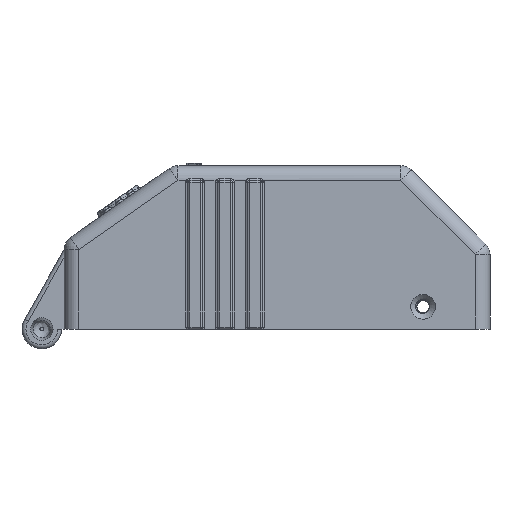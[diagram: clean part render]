
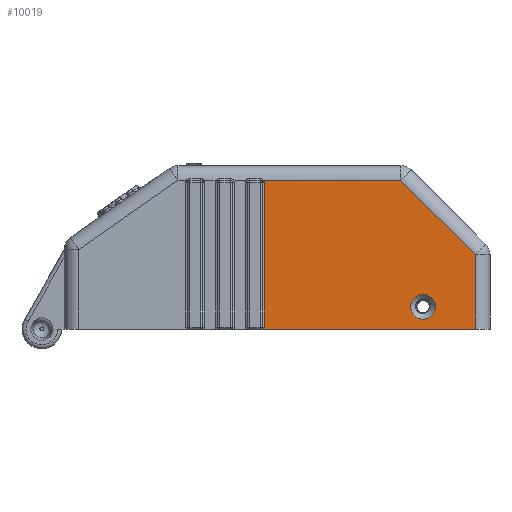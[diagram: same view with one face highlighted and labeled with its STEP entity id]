
A CAD part, front view. The second image highlights one B-rep face of the part: STEP entity #10019.
In plain terms, the highlighted planar face has unit normal (0, -1, 0).
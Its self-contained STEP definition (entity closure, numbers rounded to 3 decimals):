
#302=FACE_BOUND('',#1468,.T.);
#375=PLANE('',#10870);
#859=FACE_OUTER_BOUND('',#1467,.T.);
#1467=EDGE_LOOP('',(#7821,#7822,#7823,#7824,#7825,#7826,#7827));
#1468=EDGE_LOOP('',(#7828));
#2054=CIRCLE('',#10835,0.8);
#2056=CIRCLE('',#10839,0.8);
#2070=CIRCLE('',#10871,2.5);
#2732=LINE('',#17387,#3534);
#2755=LINE('',#17471,#3557);
#2809=LINE('',#17800,#3611);
#2824=LINE('',#17889,#3626);
#2825=LINE('',#17890,#3627);
#3534=VECTOR('',#12273,10.);
#3557=VECTOR('',#12364,10.);
#3611=VECTOR('',#12582,10.);
#3626=VECTOR('',#12663,10.);
#3627=VECTOR('',#12664,10.);
#4516=VERTEX_POINT('',#17380);
#4517=VERTEX_POINT('',#17386);
#4543=VERTEX_POINT('',#17468);
#4544=VERTEX_POINT('',#17470);
#4621=VERTEX_POINT('',#17793);
#4623=VERTEX_POINT('',#17798);
#4634=VERTEX_POINT('',#17888);
#4635=VERTEX_POINT('',#17891);
#5633=EDGE_CURVE('',#4516,#4517,#2732,.T.);
#5677=EDGE_CURVE('',#4544,#4543,#2755,.F.);
#5788=EDGE_CURVE('',#4621,#4516,#2054,.T.);
#5790=EDGE_CURVE('',#4623,#4621,#2809,.T.);
#5792=EDGE_CURVE('',#4544,#4623,#2056,.T.);
#5820=EDGE_CURVE('',#4634,#4543,#2824,.T.);
#5821=EDGE_CURVE('',#4517,#4634,#2825,.T.);
#5822=EDGE_CURVE('',#4635,#4635,#2070,.T.);
#7821=ORIENTED_EDGE('',*,*,#5792,.F.);
#7822=ORIENTED_EDGE('',*,*,#5677,.T.);
#7823=ORIENTED_EDGE('',*,*,#5820,.F.);
#7824=ORIENTED_EDGE('',*,*,#5821,.F.);
#7825=ORIENTED_EDGE('',*,*,#5633,.F.);
#7826=ORIENTED_EDGE('',*,*,#5788,.F.);
#7827=ORIENTED_EDGE('',*,*,#5790,.F.);
#7828=ORIENTED_EDGE('',*,*,#5822,.T.);
#10019=ADVANCED_FACE('',(#859,#302),#375,.T.);
#10835=AXIS2_PLACEMENT_3D('',#17795,#12576,#12577);
#10839=AXIS2_PLACEMENT_3D('',#17803,#12586,#12587);
#10870=AXIS2_PLACEMENT_3D('',#17887,#12661,#12662);
#10871=AXIS2_PLACEMENT_3D('',#17892,#12665,#12666);
#12273=DIRECTION('',(1.,0.,0.));
#12364=DIRECTION('',(-1.,0.,0.));
#12576=DIRECTION('center_axis',(0.,-1.,0.));
#12577=DIRECTION('ref_axis',(0.707,0.,0.707));
#12582=DIRECTION('',(0.,0.,1.));
#12586=DIRECTION('center_axis',(0.,-1.,0.));
#12587=DIRECTION('ref_axis',(0.707,0.,-0.707));
#12661=DIRECTION('center_axis',(0.,-1.,0.));
#12662=DIRECTION('ref_axis',(1.,0.,0.));
#12663=DIRECTION('',(0.,0.,-1.));
#12664=DIRECTION('',(0.707,0.,-0.707));
#12665=DIRECTION('center_axis',(0.,1.,0.));
#12666=DIRECTION('ref_axis',(0.,0.,-1.));
#17380=CARTESIAN_POINT('',(-2.707,12.,81.5));
#17386=CARTESIAN_POINT('',(25.,12.,81.5));
#17387=CARTESIAN_POINT('',(-20.,12.,81.5));
#17468=CARTESIAN_POINT('',(40.,12.,51.5));
#17470=CARTESIAN_POINT('',(-2.707,12.,51.5));
#17471=CARTESIAN_POINT('',(-20.,12.,51.5));
#17793=CARTESIAN_POINT('',(-2.6,12.,81.1));
#17795=CARTESIAN_POINT('Origin',(-3.4,12.,81.1));
#17798=CARTESIAN_POINT('',(-2.6,12.,51.9));
#17800=CARTESIAN_POINT('',(-2.6,12.,51.5));
#17803=CARTESIAN_POINT('Origin',(-3.4,12.,51.9));
#17887=CARTESIAN_POINT('Origin',(-40.,12.,51.5));
#17888=CARTESIAN_POINT('',(40.,12.,66.5));
#17889=CARTESIAN_POINT('',(40.,12.,51.5));
#17890=CARTESIAN_POINT('',(20.,12.,86.5));
#17891=CARTESIAN_POINT('',(29.5,12.,58.5));
#17892=CARTESIAN_POINT('Origin',(29.5,12.,56.));
